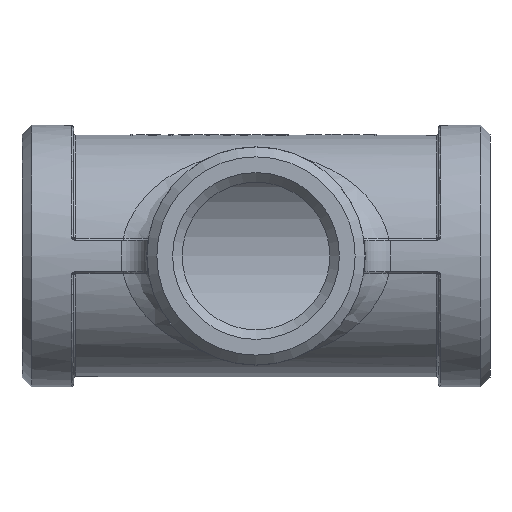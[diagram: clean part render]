
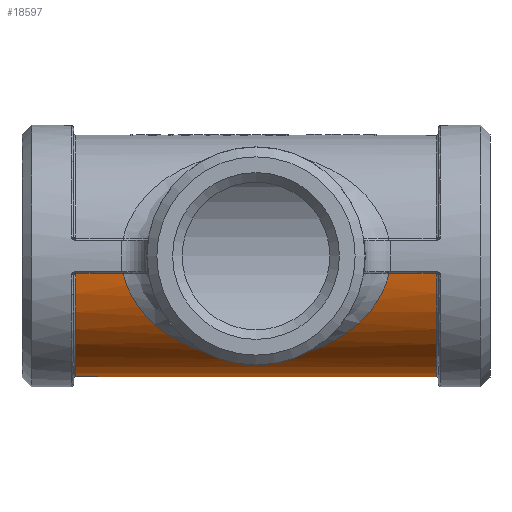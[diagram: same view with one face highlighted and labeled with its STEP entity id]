
A CAD part, front view. The second image highlights one B-rep face of the part: STEP entity #18597.
In plain terms, the highlighted cylindrical face has radius 15.25 mm (diameter 30.5 mm), a partial arc.
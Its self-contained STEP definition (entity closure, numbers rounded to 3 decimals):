
#1821 = CARTESIAN_POINT ( 'NONE',  ( -16.747, -15.082, -2.256 ) ) ;
#1824 = CARTESIAN_POINT ( 'NONE',  ( -22.7, 15.082, -2.256 ) ) ;
#1852 = CARTESIAN_POINT ( 'NONE',  ( -22.7, -15.082, -2.256 ) ) ;
#1853 = CARTESIAN_POINT ( 'NONE',  ( 16.747, -15.082, -2.256 ) ) ;
#1888 = LINE ( 'NONE', #9387, #1936 ) ;
#1936 = VECTOR ( 'NONE', #9386, 1000. ) ;
#2006 = LINE ( 'NONE', #15456, #2288 ) ;
#2093 = CARTESIAN_POINT ( 'NONE',  ( 22.7, 15.082, -2.256 ) ) ;
#2152 = CARTESIAN_POINT ( 'NONE',  ( 22.7, -15.082, -2.256 ) ) ;
#2288 = VECTOR ( 'NONE', #15455, 1000. ) ;
#4627 = CYLINDRICAL_SURFACE ( 'NONE', #10004, 15.25 ) ;
#4657 = FACE_OUTER_BOUND ( 'NONE', #6053, .T. ) ;
#4806 = VERTEX_POINT ( 'NONE', #2152 ) ;
#4809 = VERTEX_POINT ( 'NONE', #2093 ) ;
#5694 = VERTEX_POINT ( 'NONE', #1853 ) ;
#5696 = VERTEX_POINT ( 'NONE', #1852 ) ;
#5739 = VERTEX_POINT ( 'NONE', #1824 ) ;
#5742 = VERTEX_POINT ( 'NONE', #1821 ) ;
#6053 = EDGE_LOOP ( 'NONE', ( #23321, #23313, #23197, #23099, #22845, #23004 ) ) ;
#6401 = AXIS2_PLACEMENT_3D ( 'NONE', #21980, #21802, #22147 ) ;
#6935 = DIRECTION ( 'NONE',  ( 0., 0., -1. ) ) ;
#7615 = DIRECTION ( 'NONE',  ( -1., 0., 0. ) ) ;
#7651 = CARTESIAN_POINT ( 'NONE',  ( -22.7, 0., 0. ) ) ;
#9386 = DIRECTION ( 'NONE',  ( 1., 0., 0. ) ) ;
#9387 = CARTESIAN_POINT ( 'NONE',  ( 0., -15.082, -2.256 ) ) ;
#10004 = AXIS2_PLACEMENT_3D ( 'NONE', #17598, #17514, #17597 ) ;
#11258 = CIRCLE ( 'NONE', #6401, 15.25 ) ;
#11315 = VECTOR ( 'NONE', #22289, 1000. ) ;
#11378 = LINE ( 'NONE', #22092, #11315 ) ;
#15455 = DIRECTION ( 'NONE',  ( 1., 0., 0. ) ) ;
#15456 = CARTESIAN_POINT ( 'NONE',  ( 0., -15.082, -2.256 ) ) ;
#16602 = CARTESIAN_POINT ( 'NONE',  ( 5.807, -8.934, -12.374 ) ) ;
#17016 = CARTESIAN_POINT ( 'NONE',  ( 14.471, -13.577, -7.522 ) ) ;
#17039 = CARTESIAN_POINT ( 'NONE',  ( -10.611, -11.214, -10.478 ) ) ;
#17054 = CARTESIAN_POINT ( 'NONE',  ( -0.442, -7.584, -13.231 ) ) ;
#17137 = CARTESIAN_POINT ( 'NONE',  ( -4.024, -8.277, -12.82 ) ) ;
#17163 = CARTESIAN_POINT ( 'NONE',  ( -6.868, -9.337, -12.096 ) ) ;
#17222 = CARTESIAN_POINT ( 'NONE',  ( 7.813, -9.805, -11.699 ) ) ;
#17484 = CARTESIAN_POINT ( 'NONE',  ( 2.909, -7.935, -13.036 ) ) ;
#17514 = DIRECTION ( 'NONE',  ( 1., 0., 0. ) ) ;
#17548 = CARTESIAN_POINT ( 'NONE',  ( 10.867, -11.371, -10.281 ) ) ;
#17597 = DIRECTION ( 'NONE',  ( 0., 1., 0. ) ) ;
#17598 = CARTESIAN_POINT ( 'NONE',  ( 0., 0., 0. ) ) ;
#17672 = CARTESIAN_POINT ( 'NONE',  ( -14.47, -13.577, -7.522 ) ) ;
#17776 = CARTESIAN_POINT ( 'NONE',  ( 16.747, -15.082, -2.256 ) ) ;
#17836 = CARTESIAN_POINT ( 'NONE',  ( -16.329, -14.806, -4.106 ) ) ;
#17956 = CARTESIAN_POINT ( 'NONE',  ( 16.329, -14.806, -4.106 ) ) ;
#18091 = CARTESIAN_POINT ( 'NONE',  ( -16.747, -15.082, -2.256 ) ) ;
#18356 = CIRCLE ( 'NONE', #20734, 15.25 ) ;
#18597 = ADVANCED_FACE ( 'NONE', ( #4657 ), #4627, .T. ) ;
#20688 = EDGE_CURVE ( 'NONE', #5694, #4806, #2006, .T. ) ;
#20710 = EDGE_CURVE ( 'NONE', #5696, #5742, #1888, .T. ) ;
#20734 = AXIS2_PLACEMENT_3D ( 'NONE', #7651, #7615, #6935 ) ;
#21802 = DIRECTION ( 'NONE',  ( 1., 0., 0. ) ) ;
#21980 = CARTESIAN_POINT ( 'NONE',  ( 22.7, 0., 0. ) ) ;
#22092 = CARTESIAN_POINT ( 'NONE',  ( 0., 15.082, -2.256 ) ) ;
#22147 = DIRECTION ( 'NONE',  ( 0., 0., -1. ) ) ;
#22289 = DIRECTION ( 'NONE',  ( -1., 0., 0. ) ) ;
#22845 = ORIENTED_EDGE ( 'NONE', *, *, #25869, .F. ) ;
#23004 = ORIENTED_EDGE ( 'NONE', *, *, #25971, .F. ) ;
#23099 = ORIENTED_EDGE ( 'NONE', *, *, #20710, .F. ) ;
#23197 = ORIENTED_EDGE ( 'NONE', *, *, #25891, .F. ) ;
#23313 = ORIENTED_EDGE ( 'NONE', *, *, #20688, .F. ) ;
#23321 = ORIENTED_EDGE ( 'NONE', *, *, #25961, .F. ) ;
#25584 = B_SPLINE_CURVE_WITH_KNOTS ( 'NONE', 3,
 ( #18091, #17836, #17672, #17039, #17163, #17137, #17054, #17484, #16602, #17222, #17548, #17016, #17956, #17776 ),
 .UNSPECIFIED., .F., .F.,
 ( 4, 1, 1, 1, 1, 1, 1, 1, 1, 1, 1, 4 ),
 ( 0., 0.143, 0.286, 0.357, 0.429, 0.476, 0.571, 0.619, 0.667, 0.714, 0.857, 1. ),
 .UNSPECIFIED. ) ;
#25869 = EDGE_CURVE ( 'NONE', #5739, #5696, #18356, .T. ) ;
#25891 = EDGE_CURVE ( 'NONE', #5742, #5694, #25584, .T. ) ;
#25961 = EDGE_CURVE ( 'NONE', #4806, #4809, #11258, .T. ) ;
#25971 = EDGE_CURVE ( 'NONE', #4809, #5739, #11378, .T. ) ;
